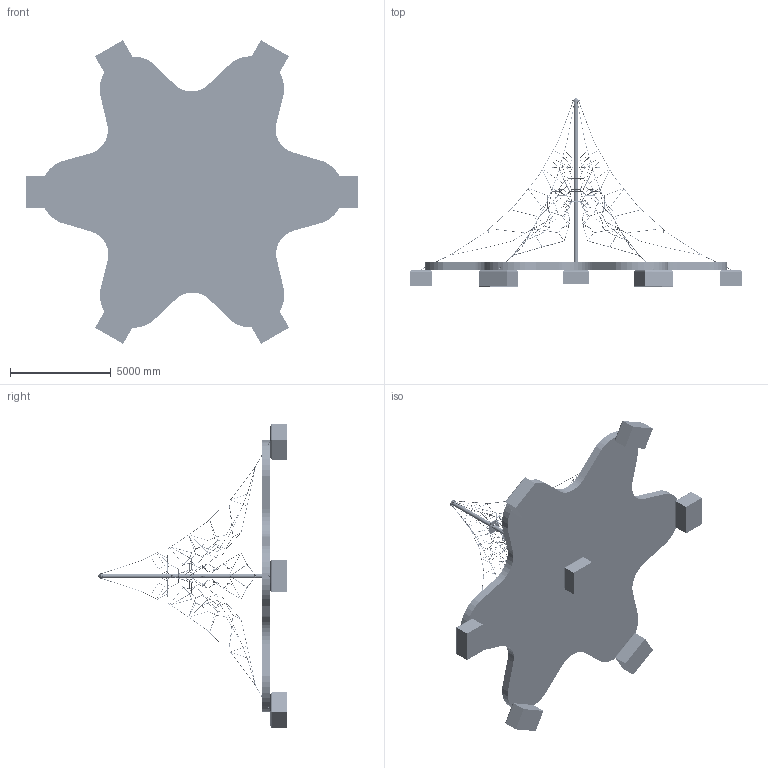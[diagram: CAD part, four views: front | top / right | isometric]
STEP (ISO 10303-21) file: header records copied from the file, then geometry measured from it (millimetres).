
FILE_DESCRIPTION (( 'STEP AP214' ), '1' );
FILE_NAME ('5000-8-6.STEP', '2018-10-31T14:06:35', ( '' ), ( '' ), 'SwSTEP 2.0', 'SolidWorks 2018', '' );
FILE_SCHEMA (( 'AUTOMOTIVE_DESIGN' ));
Length unit declared in the file: millimetre
Products named in the file (257): 55-02-12 Schäkel M12 VA gerade_400neue Fundamenteisen; 13er Dinokette_400neue Fundamenteisen; Spannschloß Auge_Auge_400neue Fundamenteisen; Pressung_400neue Fundamenteisen; 55-02-10-2A - 3-Augen-Schäkel_400neue Fundamenteisen; Seil f黵 Kausche_400neue Fundamenteisen; 55-02-12 Schäkel M12 VA geradeneue Fundamenteisen; Fundamenteisen für Viereck 2.0ohne  Netzwerk   Spielebene 2_400neue Fundamenteisen; Hexagon Nut DIN 6915 - M16 - N; Pressung  schwarz_400neue Fundamenteisen; VA-Kausche  schwarz_400neue Fundamenteisen; Seil und Kausche schwarz 27.0613  schwarz_400neue Fundamenteisen; Seil 1930 blau_400neue Fundamenteisen; VA-Kausche_400neue Fundamenteisen; Außenfundament 1600 x 1100 x 700ohne  Netzwerk   Spielebene 2_400neue Fundamenteisen; Pyramide  mit 8 m Stahlmast_400neue Fundamenteisen_Standard<Wie bearbeitet>; Fundament-1_400neue Fundamenteisen; Seil für Kausche  schwarz_400neue Fundamenteisen; 5000-8-6; Pyramide  mit 8 m Stahlmast_400neue Fundamenteisen; _DIN 582-M12-N; HutmutterM16_400neue Fundamenteisen_94000A461; Masthaube Dino 30-1001-02_400neue Fundamenteisen; Stahlmast 111113_400neue Fundamenteisen; Fallschutz3D_1  Netzwerk   Spielebene 2_400neue Fundamenteisen; Seil und Kausche blau_400neue Fundamenteisen; Bewehrung konstruktiv einbauen5000-6-4  Aufbau  Aufbau Kran_400neue Fundamenteisen_Standard<Wie bearbeitet>; DIN 582-M12-N; Mittelfundament 1200 x 1200  rot-schwarz  Fundamente_400neue Fundamenteisen; HutmutterM16_400neue Fundamenteisen; Mast im Fundament  Netzwerk   Spielebene 2_400neue Fundamenteisen; Fundament Viereckpyramideohne  Netzwerk   Spielebene 2_400neue Fundamenteisen; Fundamenteisen für Viereck 2.0ohne  Netzwerk   Spielebene 2_400neue Fundamenteisen_Standard<Wie bearbeitet>; Bewehrung konstruktiv einbauen5000-6-4  Aufbau  Aufbau Kran_400neue Fundamenteisen; Spannschloß_400neue Fundamenteisen; Hexagon Nut DIN 6915 - M16 - N_Hexagon Nut DIN 6915 - M16 - N
Assembly tree (148 placements, depth 3):
  55-02-12 Schäkel M12 VA gerade_400neue Fundamenteisen
  13er Dinokette_400neue Fundamenteisen
  Pressung_400neue Fundamenteisen
  55-02-10-2A - 3-Augen-Schäkel_400neue Fundamenteisen
  Pressung_400neue Fundamenteisen
Bounding box: 16443.59 x 9365 x 15044.14 mm (x, y, z)
Volume: 60300301689.6 mm3; surface area: 406260557.9 mm2
Topology: 1010 solids, 1010 shells, 10139 faces, 21211 edges, 12645 vertices
Faces by surface type: cylinder 3810, plane 2513, torus 2350, bspline 1022, cone 324, sphere 120
Entity records: 116214 total; most frequent: CARTESIAN_POINT 29034, DIRECTION 12615, ORIENTED_EDGE 11684, EDGE_CURVE 5842, AXIS2_PLACEMENT_3D 5382, VERTEX_POINT 3784, EDGE_LOOP 3456, FACE_OUTER_BOUND 3357
